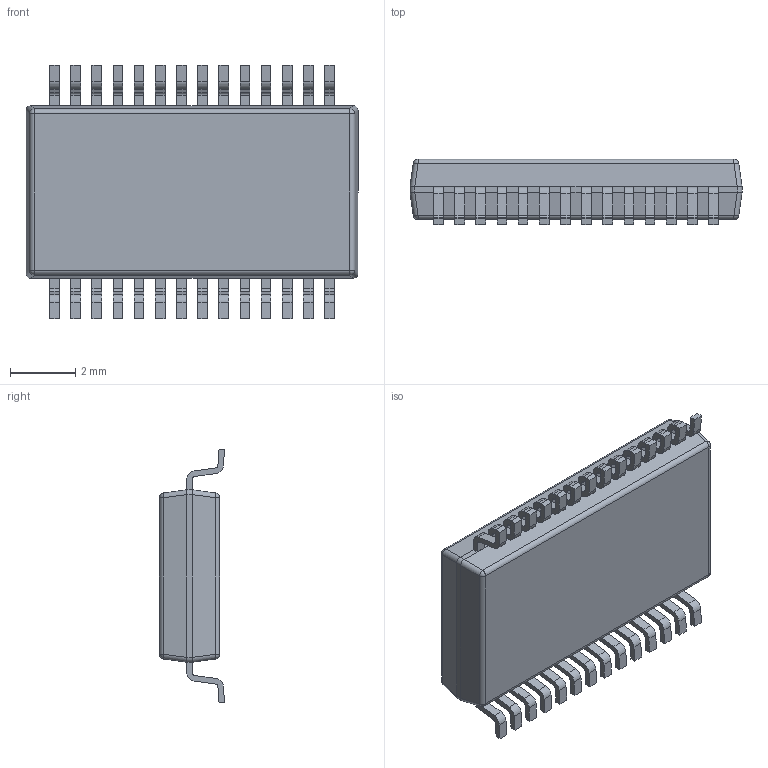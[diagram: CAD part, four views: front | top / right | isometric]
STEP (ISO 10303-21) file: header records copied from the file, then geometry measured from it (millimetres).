
FILE_DESCRIPTION (( 'STEP AP214' ), '1' );
FILE_NAME ('FT232RL-REEL.STEP', '2020-04-06T19:19:31', ( '' ), ( '' ), 'SwSTEP 2.0', 'SolidWorks 2017', '' );
FILE_SCHEMA (( 'AUTOMOTIVE_DESIGN' ));
Length unit declared in the file: millimetre
Products named in the file (1): FT232RL-REEL
Bounding box: 10.2 x 2 x 7.8 mm (x, y, z)
Volume: 99.5 mm3; surface area: 210.9 mm2
Topology: 30 solids, 30 shells, 441 faces, 1124 edges, 736 vertices
Faces by surface type: plane 297, cylinder 136, sphere 8
Entity records: 13489 total; most frequent: CARTESIAN_POINT 2366, DIRECTION 2232, ORIENTED_EDGE 2232, EDGE_CURVE 1116, LINE 836, VECTOR 836, VERTEX_POINT 736, AXIS2_PLACEMENT_3D 698
